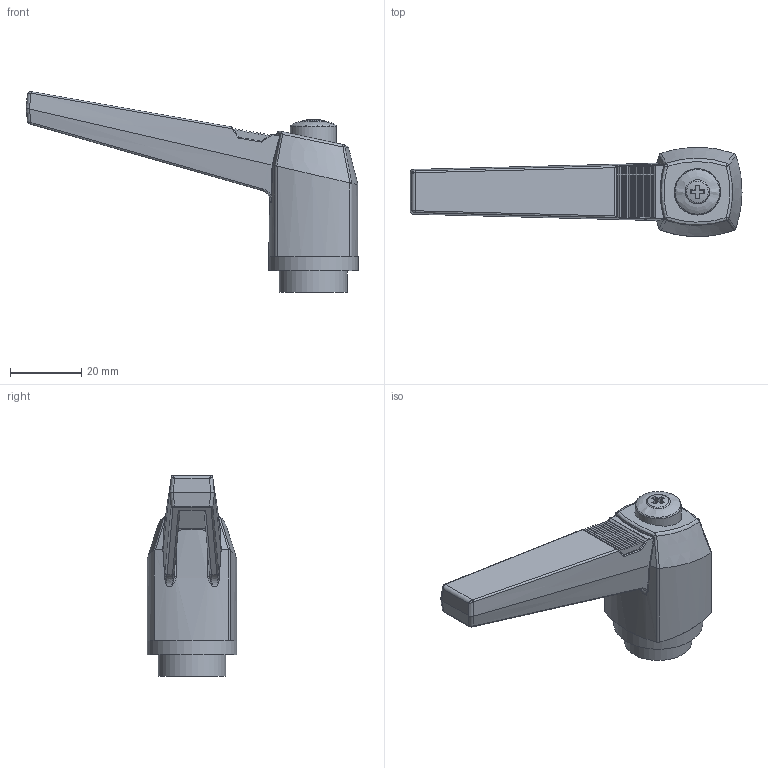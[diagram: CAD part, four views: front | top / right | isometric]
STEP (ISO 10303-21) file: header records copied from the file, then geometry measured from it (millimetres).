
FILE_DESCRIPTION( ( 'Unknown' ), '1' );
FILE_NAME( '6357795_KRBX80_M08.stp', 'Unknown', ( 'Unknown' ), ( 'Unknown' ), 'PSStep 14.0', 'Unknown', ' ' );
FILE_SCHEMA( ( 'AUTOMOTIVE_DESIGN { 1 0 10303 214 1 1 1 1 }' ) );
Length unit declared in the file: millimetre
Products named in the file (1): 1840030
Bounding box: 92.99 x 25 x 56.23 mm (x, y, z)
Volume: 27137 mm3; surface area: 10582.4 mm2
Topology: 1 solids, 4 shells, 217 faces, 558 edges, 343 vertices
Faces by surface type: bspline 87, plane 64, cylinder 56, sphere 6, cone 2, torus 2
Full cylindrical faces by diameter (mm): 2.5 x1, 3.5 x1, 4 x1, 6.647 x1, 6.8 x1, 8 x1, 10 x1, 10.5 x1, 12.9 x1, 13 x1, 18 x1, 18.5 x1, 19 x1, 25 x1
Entity records: 14645 total; most frequent: CARTESIAN_POINT 8501, ORIENTED_EDGE 1024, DIRECTION 714, EDGE_CURVE 512, VERTEX_POINT 331, AXIS2_PLACEMENT_3D 280, EDGE_LOOP 247, FACE_OUTER_BOUND 235
